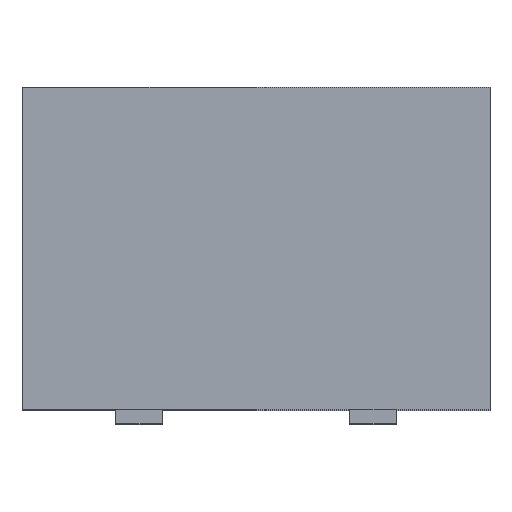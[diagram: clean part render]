
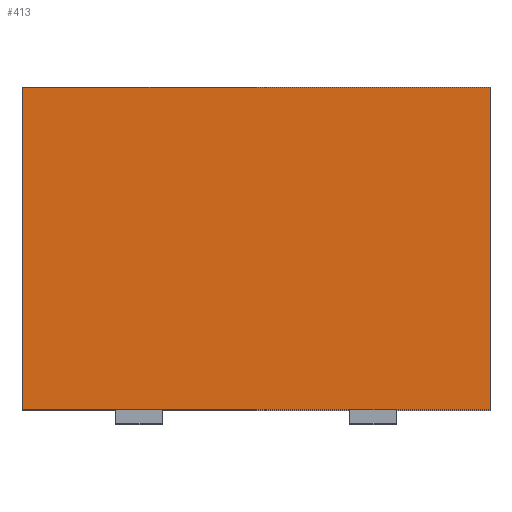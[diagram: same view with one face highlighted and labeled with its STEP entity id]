
A CAD part, top view. The second image highlights one B-rep face of the part: STEP entity #413.
In plain terms, the highlighted planar face has unit normal (0, 0, 1).
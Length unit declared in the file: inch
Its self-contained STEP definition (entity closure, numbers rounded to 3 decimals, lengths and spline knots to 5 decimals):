
#413 = ADVANCED_FACE( '', ( #818 ), #819, .F. );
#818 = FACE_OUTER_BOUND( '', #1214, .T. );
#819 = PLANE( '', #1215 );
#1214 = EDGE_LOOP( '', ( #2293, #2294, #2295, #2296 ) );
#1215 = AXIS2_PLACEMENT_3D( '', #2297, #2298, #2299 );
#2293 = ORIENTED_EDGE( '', *, *, #2610, .T. );
#2294 = ORIENTED_EDGE( '', *, *, #2653, .F. );
#2295 = ORIENTED_EDGE( '', *, *, #2707, .F. );
#2296 = ORIENTED_EDGE( '', *, *, #2716, .T. );
#2297 = CARTESIAN_POINT( '', ( -0.1, 0.138, 0.1 ) );
#2298 = DIRECTION( '', ( 0., 0., -1. ) );
#2299 = DIRECTION( '', ( -1., 0., 0. ) );
#2610 = EDGE_CURVE( '', #3210, #3208, #3211, .T. );
#2653 = EDGE_CURVE( '', #3274, #3208, #3276, .T. );
#2707 = EDGE_CURVE( '', #3352, #3274, #3354, .T. );
#2716 = EDGE_CURVE( '', #3352, #3210, #3366, .T. );
#3208 = VERTEX_POINT( '', #4038 );
#3210 = VERTEX_POINT( '', #4041 );
#3211 = LINE( '', #4042, #4043 );
#3274 = VERTEX_POINT( '', #4135 );
#3276 = LINE( '', #4138, #4139 );
#3352 = VERTEX_POINT( '', #4255 );
#3354 = LINE( '', #4258, #4259 );
#3366 = LINE( '', #4276, #4277 );
#4038 = CARTESIAN_POINT( '', ( 0.1, 0., 0.1 ) );
#4041 = CARTESIAN_POINT( '', ( -0.1, 0., 0.1 ) );
#4042 = CARTESIAN_POINT( '', ( -0.1, 0., 0.1 ) );
#4043 = VECTOR( '', #4689, 39.37008 );
#4135 = CARTESIAN_POINT( '', ( 0.1, 0.138, 0.1 ) );
#4138 = CARTESIAN_POINT( '', ( 0.1, 0.138, 0.1 ) );
#4139 = VECTOR( '', #4729, 39.37008 );
#4255 = CARTESIAN_POINT( '', ( -0.1, 0.138, 0.1 ) );
#4258 = CARTESIAN_POINT( '', ( -0.1, 0.138, 0.1 ) );
#4259 = VECTOR( '', #4774, 39.37008 );
#4276 = CARTESIAN_POINT( '', ( -0.1, 0.138, 0.1 ) );
#4277 = VECTOR( '', #4780, 39.37008 );
#4689 = DIRECTION( '', ( 1., 0., 0. ) );
#4729 = DIRECTION( '', ( 0., -1., 0. ) );
#4774 = DIRECTION( '', ( 1., 0., 0. ) );
#4780 = DIRECTION( '', ( 0., -1., 0. ) );
